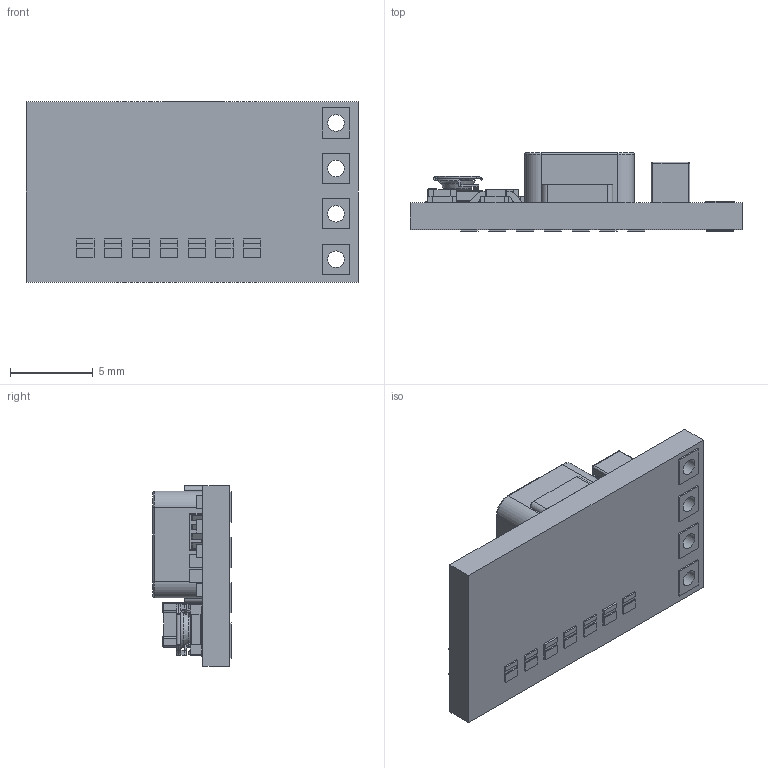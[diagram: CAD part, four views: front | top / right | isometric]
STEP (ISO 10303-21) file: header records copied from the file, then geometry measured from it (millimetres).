
FILE_DESCRIPTION(/* description */ (''),/* implementation_level */ '2;1');
FILE_NAME(/* name */ 'Mini 5V regulator Weewooday v4.step',/* time_stamp */ '2023-04-15T23:25:53-07:00',/* author */ (''),/* organization */ (''),/* preprocessor_version */ 'ST-DEVELOPER v19.2',/* originating_system */ 'Autodesk Translation Framework v12.4.0.73',/* authorisation */ '');
FILE_SCHEMA (('AUTOMOTIVE_DESIGN { 1 0 10303 214 3 1 1 }'));
Length unit declared in the file: millimetre
Products named in the file (15): Mini 5V regulator Weewooday; voltage controller; board; 1818AW Inductor; large SMD resistor; Component24; Component25; Component26; Component27; trace pad; SMALL SMD CAPACITOR, DC-DC 4.5-28V to 0.8-20V Output 3A MP1584EN Step
 Down Buck Converter; POTENTIOMETER, DC-DC 4.5-28V to 0.8-20V Output 3A MP1584EN Step Down 
Buck Converter; SMD RESISTOR, 822, DC-DC 4.5-28V to 0.8-20V Output 3A MP1584EN Step D
own Buck Converter; SMD RESISTOR, 104, DC-DC 4.5-28V to 0.8-20V Output 3A MP1584EN Step D
own Buck Converter; large SMD resistor (1)
Assembly tree (30 placements, depth 2):
  Mini 5V regulator Weewooday
    voltage controller
    board
    SMD RESISTOR, 104, DC-DC 4.5-28V to 0.8-20V Output 3A MP1584EN Step D
own Buck Converter  x5
    SMALL SMD CAPACITOR, DC-DC 4.5-28V to 0.8-20V Output 3A MP1584EN Step
 Down Buck Converter  x2
    1818AW Inductor
    large SMD resistor
    Component24
    Component25
    Component26
    Component27
    trace pad  x7
    SMD RESISTOR, 822, DC-DC 4.5-28V to 0.8-20V Output 3A MP1584EN Step D
own Buck Converter  x6
    POTENTIOMETER, DC-DC 4.5-28V to 0.8-20V Output 3A MP1584EN Step Down 
Buck Converter
    large SMD resistor (1)
Bounding box: 20.09 x 4.72 x 10.9 mm (x, y, z)
Volume: 532 mm3; surface area: 1160.5 mm2
Topology: 89 solids, 89 shells, 980 faces, 2275 edges, 1460 vertices
Faces by surface type: plane 653, cylinder 221, sphere 36, torus 33, bspline 25, cone 12
Full cylindrical faces by diameter (mm): 0.35 x2, 0.45 x2, 0.5 x2, 0.7 x2, 1 x4, 1.2 x8
Entity records: 22593 total; most frequent: CARTESIAN_POINT 5437, DIRECTION 3400, ORIENTED_EDGE 3364, EDGE_CURVE 1682, AXIS2_PLACEMENT_3D 1205, VERTEX_POINT 1076, LINE 990, VECTOR 990
